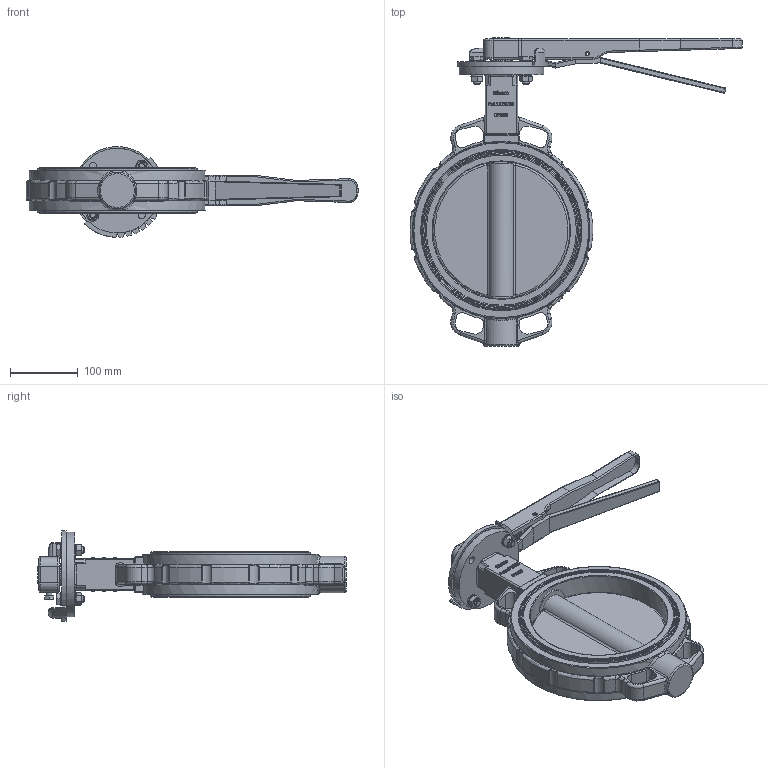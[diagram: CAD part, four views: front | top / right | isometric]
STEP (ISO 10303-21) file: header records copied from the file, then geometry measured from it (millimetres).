
FILE_DESCRIPTION(/* description */ ('1123200'),/* implementation_level */ '2;1');
FILE_NAME(/* name */ '1123200.stp',/* time_stamp */ '2016-04-15T13:22:03+02:00',/* author */ ('jmorand'),/* organization */ ('Sferaco'),/* preprocessor_version */ 'ST-DEVELOPER v16.1',/* originating_system */ 'Autodesk Inventor 2016',/* authorisation */ '');
FILE_SCHEMA (('AUTOMOTIVE_DESIGN { 1 0 10303 214 3 1 1 }'));
Products named in the file (1): 1123200_bd
Bounding box: 489.7 x 454.6 x 133.71 mm (x, y, z)
Volume: 2810648.4 mm3; surface area: 381699.3 mm2
Topology: 1 solids, 3 shells, 1880 faces, 4926 edges, 3142 vertices
Faces by surface type: plane 767, bspline 655, cylinder 289, torus 126, cone 30, sphere 13
Full cylindrical faces by diameter (mm): 6 x2, 8 x1, 10 x4, 10.5 x4, 11 x4, 13 x1, 16 x2, 18 x4, 27 x1, 32 x1, 53 x2, 125 x1, 202.4 x1, 236 x2
Entity records: 68357 total; most frequent: CARTESIAN_POINT 24865, ORIENTED_EDGE 9680, DIRECTION 6657, EDGE_CURVE 4840, VERTEX_POINT 3123, LINE 2479, VECTOR 2479, AXIS2_PLACEMENT_3D 2089
